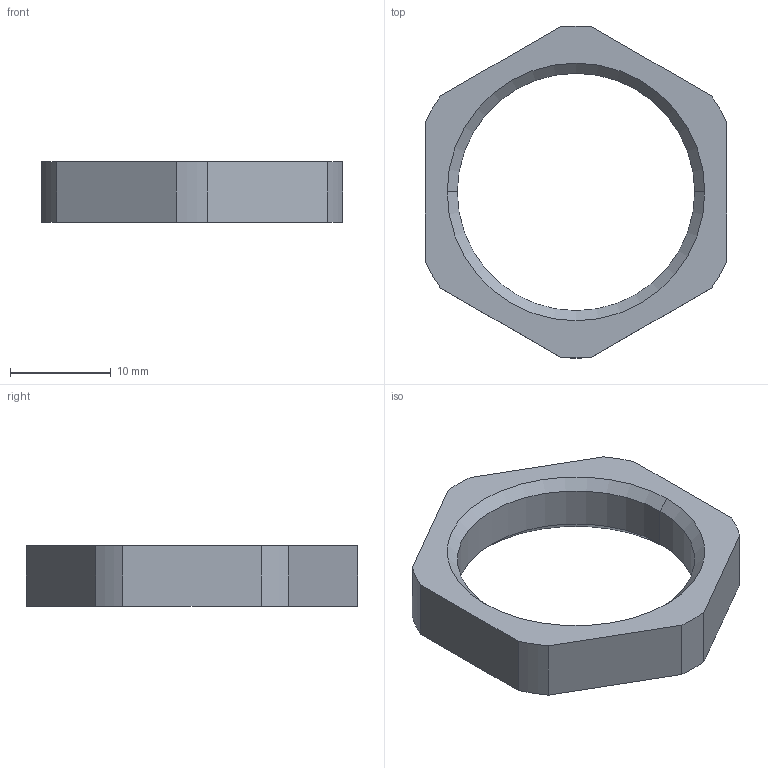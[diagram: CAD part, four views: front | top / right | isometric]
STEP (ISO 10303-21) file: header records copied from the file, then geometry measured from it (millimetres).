
FILE_DESCRIPTION(('Creo Elements/Direct Modeling STEP Export'),'2;1');
FILE_NAME('0lndrp34e9mqgb34572','2017-12-19T13:42:02',(''),(''),'PTC Creo Elements/Direct Modeling STEP processor for AP214 (Solid Model)','PTC Creo Elements/Direct Modeling 19.0E 27-Jun-2016 (C) Parametric Technology GmbH','');
FILE_SCHEMA(('AUTOMOTIVE_DESIGN { 1 0 10303 214 1 1 1 1 }'));
Length unit declared in the file: millimetre
Products named in the file (1): AS_M25L
Bounding box: 30 x 32.98 x 6 mm (x, y, z)
Volume: 1931.3 mm3; surface area: 1636.3 mm2
Topology: 1 solids, 1 shells, 20 faces, 50 edges, 32 vertices
Faces by surface type: cylinder 8, plane 8, cone 4
Entity records: 608 total; most frequent: DIRECTION 104, ORIENTED_EDGE 100, CARTESIAN_POINT 99, EDGE_CURVE 50, AXIS2_PLACEMENT_3D 37, VERTEX_POINT 32, VECTOR 30, LINE 30
